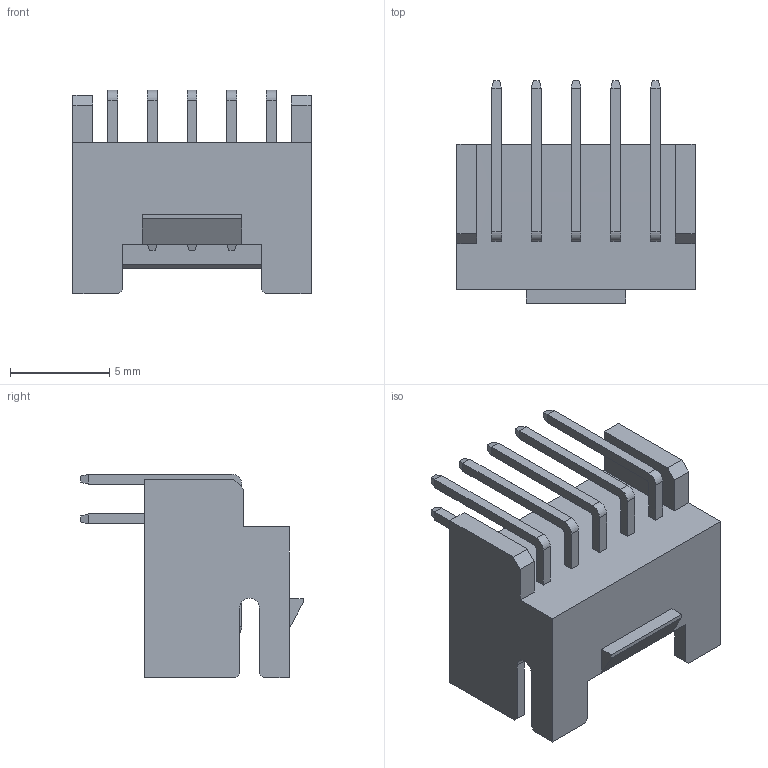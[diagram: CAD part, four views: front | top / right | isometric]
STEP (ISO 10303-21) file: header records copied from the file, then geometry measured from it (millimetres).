
FILE_DESCRIPTION (( 'STEP AP214' ), '1' );
FILE_NAME ('FWF20017-D10B22W5B-REF.STEP', '2025-05-28T05:52:41', ( '' ), ( '' ), 'SwSTEP 2.0', 'SolidWorks 2021', '' );
FILE_SCHEMA (( 'AUTOMOTIVE_DESIGN' ));
Length unit declared in the file: millimetre
Products named in the file (1): FWF20017-D10B22W5B-REF
Bounding box: 12 x 11.2 x 10.25 mm (x, y, z)
Volume: 291.5 mm3; surface area: 928.2 mm2
Topology: 1 solids, 1 shells, 278 faces, 672 edges, 416 vertices
Faces by surface type: plane 254, cylinder 24
Entity records: 7895 total; most frequent: CARTESIAN_POINT 1382, ORIENTED_EDGE 1344, DIRECTION 1273, EDGE_CURVE 672, VECTOR 619, LINE 619, VERTEX_POINT 416, AXIS2_PLACEMENT_3D 327
